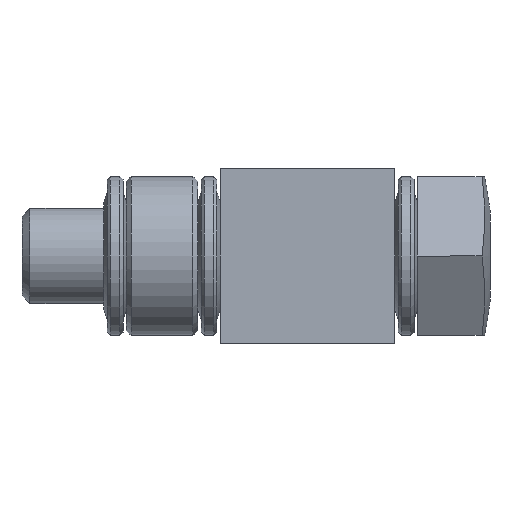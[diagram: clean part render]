
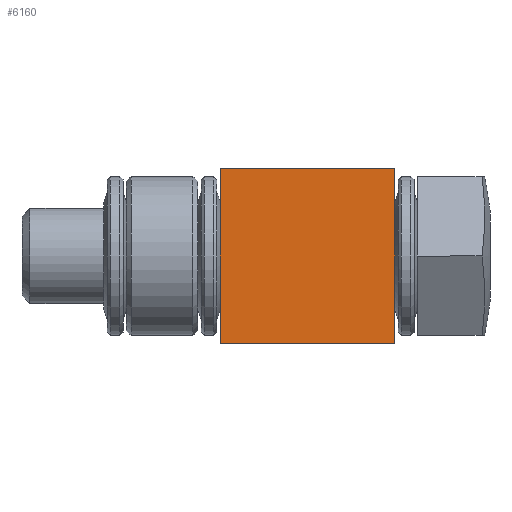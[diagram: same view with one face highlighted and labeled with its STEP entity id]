
A CAD part, left-side view. The second image highlights one B-rep face of the part: STEP entity #6160.
In plain terms, the highlighted face is planar.
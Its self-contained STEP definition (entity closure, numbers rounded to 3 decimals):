
#671=PLANE('',#6469);
#1005=FACE_OUTER_BOUND('',#1388,.T.);
#1388=EDGE_LOOP('',(#5772,#5773,#5774,#5775));
#1928=LINE('',#10844,#2506);
#1971=LINE('',#11056,#2549);
#1973=LINE('',#11059,#2551);
#1974=LINE('',#11062,#2552);
#2506=VECTOR('',#7370,10.);
#2549=VECTOR('',#7525,10.);
#2551=VECTOR('',#7529,10.);
#2552=VECTOR('',#7534,10.);
#3126=VERTEX_POINT('',#10841);
#3127=VERTEX_POINT('',#10843);
#3170=VERTEX_POINT('',#11053);
#3171=VERTEX_POINT('',#11055);
#3970=EDGE_CURVE('',#3127,#3126,#1928,.T.);
#4038=EDGE_CURVE('',#3171,#3170,#1971,.T.);
#4040=EDGE_CURVE('',#3170,#3127,#1973,.T.);
#4041=EDGE_CURVE('',#3126,#3171,#1974,.T.);
#5772=ORIENTED_EDGE('',*,*,#4041,.T.);
#5773=ORIENTED_EDGE('',*,*,#4038,.T.);
#5774=ORIENTED_EDGE('',*,*,#4040,.T.);
#5775=ORIENTED_EDGE('',*,*,#3970,.T.);
#6160=ADVANCED_FACE('',(#1005),#671,.F.);
#6469=AXIS2_PLACEMENT_3D('',#11063,#7535,#7536);
#7370=DIRECTION('',(0.,1.,0.));
#7525=DIRECTION('',(0.,-1.,0.));
#7529=DIRECTION('',(-1.,0.,0.));
#7534=DIRECTION('',(1.,0.,0.));
#7535=DIRECTION('center_axis',(0.,0.,1.));
#7536=DIRECTION('ref_axis',(1.,0.,0.));
#10841=CARTESIAN_POINT('',(-5.5,5.5,0.));
#10843=CARTESIAN_POINT('',(-5.5,-5.5,0.));
#10844=CARTESIAN_POINT('',(-5.5,-5.5,0.));
#11053=CARTESIAN_POINT('',(5.5,-5.5,0.));
#11055=CARTESIAN_POINT('',(5.5,5.5,0.));
#11056=CARTESIAN_POINT('',(5.5,5.5,0.));
#11059=CARTESIAN_POINT('',(5.5,-5.5,0.));
#11062=CARTESIAN_POINT('',(-5.5,5.5,0.));
#11063=CARTESIAN_POINT('Origin',(0.,0.,0.));
